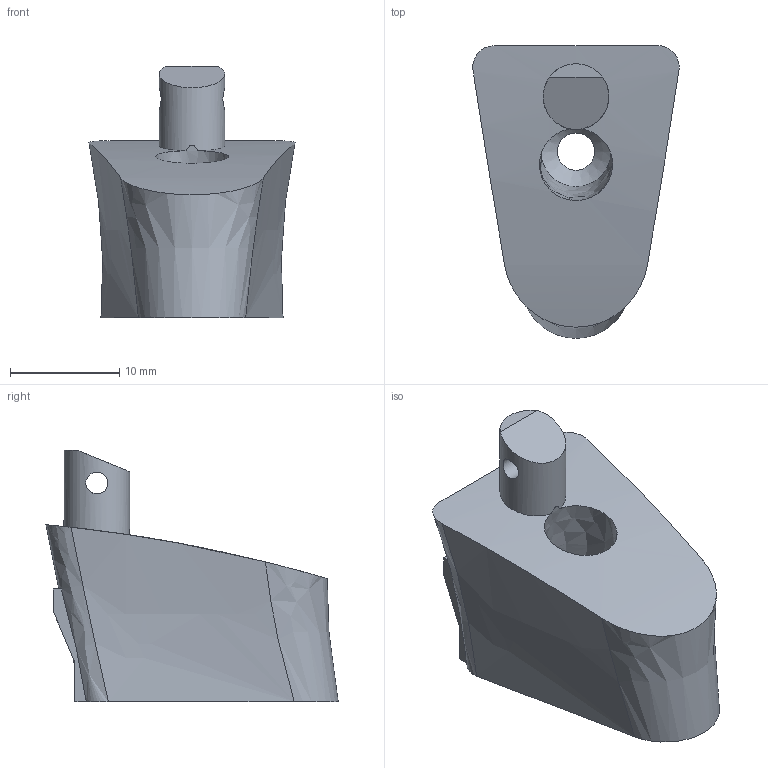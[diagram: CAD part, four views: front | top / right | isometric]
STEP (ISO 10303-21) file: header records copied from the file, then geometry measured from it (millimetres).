
FILE_DESCRIPTION(('FreeCAD Model'),'2;1');
FILE_NAME('Open CASCADE Shape Model','2024-10-09T17:00:07',(''),(''), 'Open CASCADE STEP processor 7.8','FreeCAD','Unknown');
FILE_SCHEMA(('AUTOMOTIVE_DESIGN { 1 0 10303 214 1 1 1 1 }'));
Length unit declared in the file: millimetre
Products named in the file (1): alternative Front body mount
Bounding box: 18.87 x 26.73 x 23 mm (x, y, z)
Volume: 4376.1 mm3; surface area: 2150.3 mm2
Topology: 1 solids, 1 shells, 27 faces, 74 edges, 49 vertices
Faces by surface type: bspline 12, plane 10, cylinder 4, cone 1
Full cylindrical faces by diameter (mm): 2 x1, 3.4 x1, 6 x1
Entity records: 2222 total; most frequent: CARTESIAN_POINT 1611, ORIENTED_EDGE 148, DIRECTION 75, EDGE_CURVE 74, VERTEX_POINT 49, B_SPLINE_CURVE_WITH_KNOTS 41, FACE_BOUND 31, EDGE_LOOP 31
